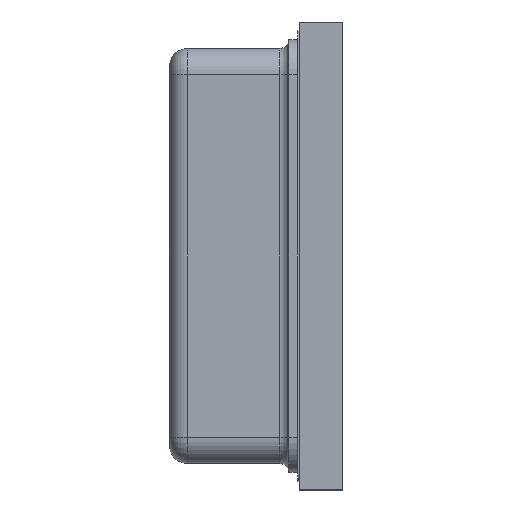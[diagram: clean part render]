
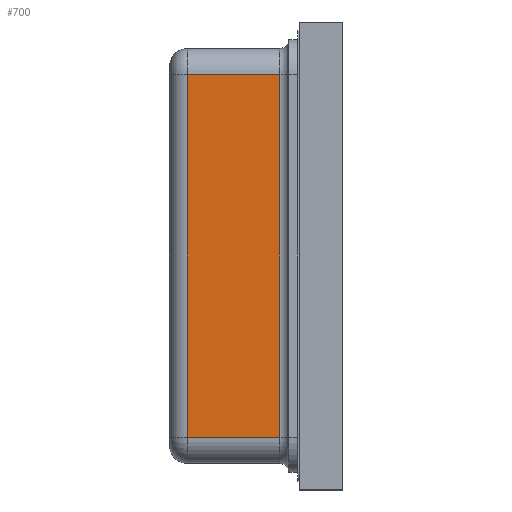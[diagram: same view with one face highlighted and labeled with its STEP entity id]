
A CAD part, left-side view. The second image highlights one B-rep face of the part: STEP entity #700.
In plain terms, the highlighted planar face has unit normal (-1, 0, 0).
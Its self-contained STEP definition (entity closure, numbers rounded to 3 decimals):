
#65 = ORIENTED_EDGE ( 'NONE', *, *, #2814, .F. ) ;
#247 = VECTOR ( 'NONE', #1037, 1000. ) ;
#299 = VERTEX_POINT ( 'NONE', #609 ) ;
#380 = DIRECTION ( 'NONE',  ( 0., -1., 0. ) ) ;
#397 = VECTOR ( 'NONE', #380, 1000. ) ;
#501 = VERTEX_POINT ( 'NONE', #2668 ) ;
#517 = EDGE_CURVE ( 'NONE', #1693, #1086, #1965, .T. ) ;
#586 = VECTOR ( 'NONE', #3019, 1000. ) ;
#609 = CARTESIAN_POINT ( 'NONE',  ( -1.6, 0.355, 1.025 ) ) ;
#700 = ADVANCED_FACE ( 'NONE', ( #2660 ), #2488, .F. ) ;
#863 = CARTESIAN_POINT ( 'NONE',  ( -1.6, 0.355, -1.025 ) ) ;
#909 = LINE ( 'NONE', #2575, #1752 ) ;
#998 = CARTESIAN_POINT ( 'NONE',  ( -1.6, 0.88, -1.025 ) ) ;
#1037 = DIRECTION ( 'NONE',  ( 0., -1., 0. ) ) ;
#1086 = VERTEX_POINT ( 'NONE', #863 ) ;
#1107 = CARTESIAN_POINT ( 'NONE',  ( -1.6, 5.93, -1.025 ) ) ;
#1282 = CARTESIAN_POINT ( 'NONE',  ( -1.6, 5.93, -1.025 ) ) ;
#1551 = EDGE_LOOP ( 'NONE', ( #1947, #1577, #65, #2408 ) ) ;
#1577 = ORIENTED_EDGE ( 'NONE', *, *, #2084, .T. ) ;
#1693 = VERTEX_POINT ( 'NONE', #998 ) ;
#1724 = CARTESIAN_POINT ( 'NONE',  ( -1.6, 5.93, 1.025 ) ) ;
#1752 = VECTOR ( 'NONE', #2804, 1000. ) ;
#1947 = ORIENTED_EDGE ( 'NONE', *, *, #517, .T. ) ;
#1965 = LINE ( 'NONE', #1282, #397 ) ;
#2066 = AXIS2_PLACEMENT_3D ( 'NONE', #1107, #2964, #2283 ) ;
#2084 = EDGE_CURVE ( 'NONE', #1086, #299, #2333, .T. ) ;
#2228 = EDGE_CURVE ( 'NONE', #501, #1693, #909, .T. ) ;
#2283 = DIRECTION ( 'NONE',  ( 0., 0., -1. ) ) ;
#2311 = CARTESIAN_POINT ( 'NONE',  ( -1.6, 0.355, -1.025 ) ) ;
#2333 = LINE ( 'NONE', #2311, #586 ) ;
#2408 = ORIENTED_EDGE ( 'NONE', *, *, #2228, .T. ) ;
#2488 = PLANE ( 'NONE',  #2066 ) ;
#2575 = CARTESIAN_POINT ( 'NONE',  ( -1.6, 0.88, -1.025 ) ) ;
#2660 = FACE_OUTER_BOUND ( 'NONE', #1551, .T. ) ;
#2668 = CARTESIAN_POINT ( 'NONE',  ( -1.6, 0.88, 1.025 ) ) ;
#2804 = DIRECTION ( 'NONE',  ( 0., 0., -1. ) ) ;
#2814 = EDGE_CURVE ( 'NONE', #501, #299, #2995, .T. ) ;
#2964 = DIRECTION ( 'NONE',  ( 1., 0., 0. ) ) ;
#2995 = LINE ( 'NONE', #1724, #247 ) ;
#3019 = DIRECTION ( 'NONE',  ( 0., 0., 1. ) ) ;
